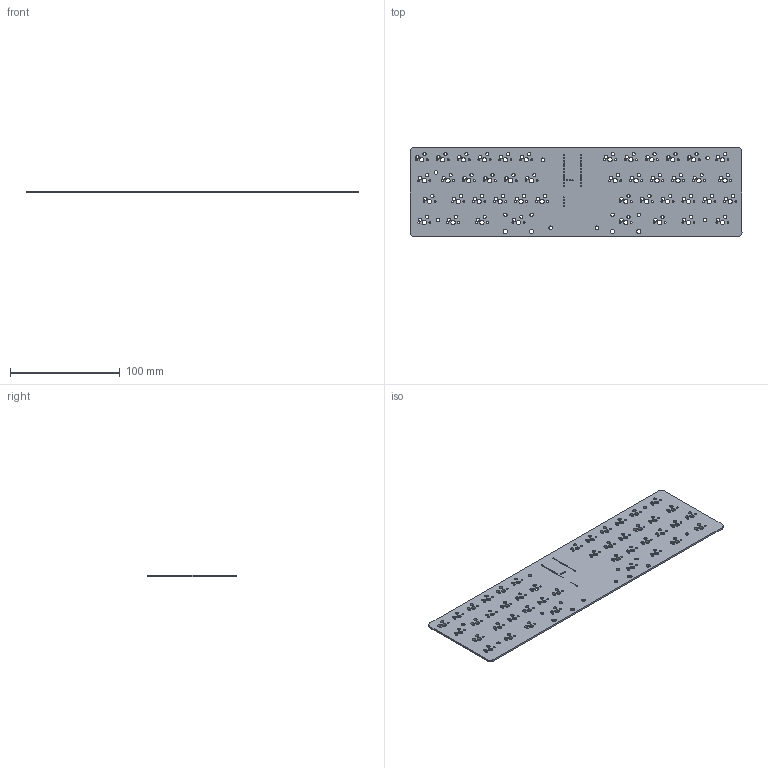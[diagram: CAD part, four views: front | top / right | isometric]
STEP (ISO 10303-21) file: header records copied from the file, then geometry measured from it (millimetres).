
FILE_DESCRIPTION(('KiCad electronic assembly'),'2;1');
FILE_NAME('unibody_split.step','2022-05-22T21:13:28',('Pcbnew'),('Kicad' ),'Open CASCADE STEP processor 7.5','KiCad to STEP converter', 'Unknown');
FILE_SCHEMA(('AUTOMOTIVE_DESIGN { 1 0 10303 214 1 1 1 1 }'));
Length unit declared in the file: millimetre
Products named in the file (2): unibody_split 1; unibody_split PCB
Assembly tree (1 placements, depth 2):
  unibody_split 1
    unibody_split PCB
Bounding box: 302.36 x 81.7 x 1.6 mm (x, y, z)
Volume: 37029.5 mm3; surface area: 50906.7 mm2
Topology: 1 solids, 1 shells, 276 faces, 822 edges, 548 vertices
Faces by surface type: cylinder 270, plane 6
Full cylindrical faces by diameter (mm): 0.813 x4, 1.092 x27, 1.75 x88, 3 x88, 3.048 x4, 3.2 x7, 3.988 x48
Entity records: 23023 total; most frequent: CARTESIAN_POINT 6532, DIRECTION 3022, ORIENTED_EDGE 1644, PCURVE 1644, DEFINITIONAL_REPRESENTATION 1644, LINE 1386, VECTOR 1386, EDGE_CURVE 822
